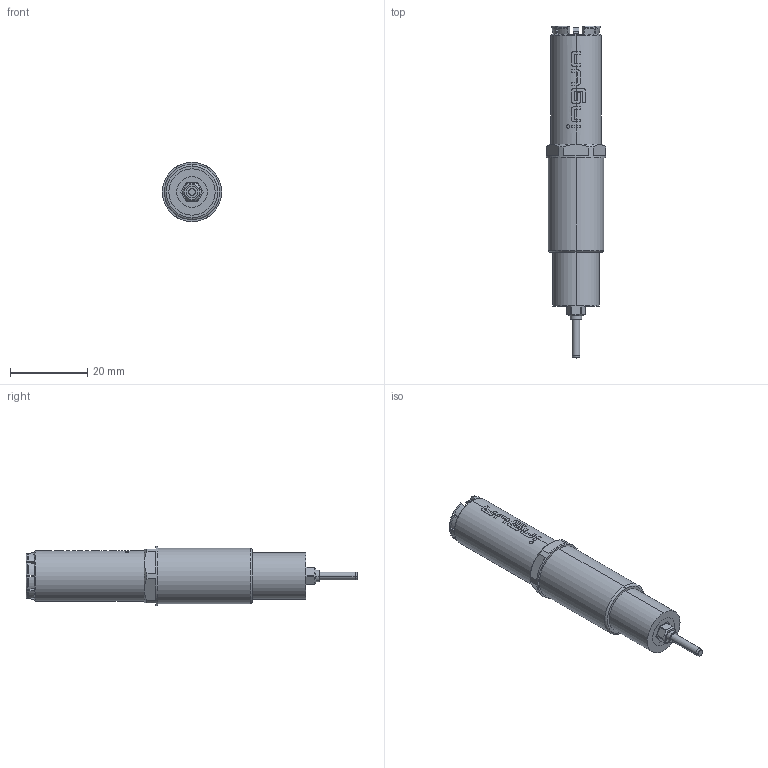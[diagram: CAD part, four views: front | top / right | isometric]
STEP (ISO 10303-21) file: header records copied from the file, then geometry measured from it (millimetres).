
FILE_DESCRIPTION (( 'STEP AP203' ), '1' );
FILE_NAME ('INGUN_VKR-672_800_130_S_xxx04_M.STEP', '2020-10-15T06:12:33', ( '' ), ( '' ), 'SwSTEP 2.0', 'SolidWorks 2018', '' );
FILE_SCHEMA (( 'CONFIG_CONTROL_DESIGN' ));
Length unit declared in the file: millimetre
Products named in the file (1): INGUN_VKR-672_800_130_S_xxx04_M
Bounding box: 15.4 x 86.2 x 15.4 mm (x, y, z)
Volume: 8715.1 mm3; surface area: 5882.4 mm2
Topology: 1 solids, 1 shells, 467 faces, 1178 edges, 722 vertices
Faces by surface type: plane 250, cylinder 103, torus 54, cone 38, bspline 22
Entity records: 14874 total; most frequent: CARTESIAN_POINT 3943, ORIENTED_EDGE 2356, DIRECTION 2172, EDGE_CURVE 1178, AXIS2_PLACEMENT_3D 818, VERTEX_POINT 722, VECTOR 536, LINE 536
